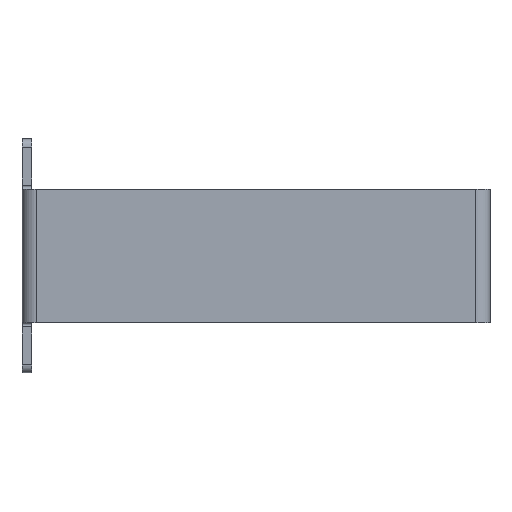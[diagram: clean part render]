
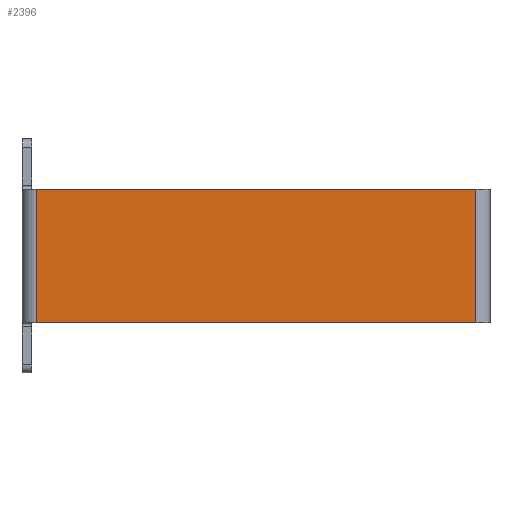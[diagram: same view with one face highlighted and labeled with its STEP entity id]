
A CAD part, left-side view. The second image highlights one B-rep face of the part: STEP entity #2396.
In plain terms, the highlighted planar face has unit normal (-1, 0, 0).
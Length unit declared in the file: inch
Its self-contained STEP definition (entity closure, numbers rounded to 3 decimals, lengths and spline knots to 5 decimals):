
#32 = LINE ( 'NONE', #2086, #3002 ) ;
#293 = VERTEX_POINT ( 'NONE', #767 ) ;
#436 = PLANE ( 'NONE',  #1518 ) ;
#667 = VERTEX_POINT ( 'NONE', #2455 ) ;
#681 = EDGE_CURVE ( 'NONE', #667, #293, #2007, .T. ) ;
#767 = CARTESIAN_POINT ( 'NONE',  ( -1.5, -1.892, -0.5 ) ) ;
#802 = EDGE_CURVE ( 'NONE', #3778, #995, #32, .T. ) ;
#820 = DIRECTION ( 'NONE',  ( 0., -1., 0. ) ) ;
#889 = CARTESIAN_POINT ( 'NONE',  ( -1.5, 1.392, -0.5 ) ) ;
#906 = DIRECTION ( 'NONE',  ( -1., 0., 0. ) ) ;
#922 = DIRECTION ( 'NONE',  ( 0., -1., 0. ) ) ;
#995 = VERTEX_POINT ( 'NONE', #2923 ) ;
#1227 = LINE ( 'NONE', #889, #1570 ) ;
#1518 = AXIS2_PLACEMENT_3D ( 'NONE', #1528, #906, #922 ) ;
#1528 = CARTESIAN_POINT ( 'NONE',  ( -1.5, 1.43752, 0.5 ) ) ;
#1551 = ORIENTED_EDGE ( 'NONE', *, *, #681, .T. ) ;
#1558 = CARTESIAN_POINT ( 'NONE',  ( -1.5, -1.892, 0.5 ) ) ;
#1570 = VECTOR ( 'NONE', #2612, 39.37008 ) ;
#1769 = CARTESIAN_POINT ( 'NONE',  ( -1.5, -1.892, 0.5 ) ) ;
#1944 = ORIENTED_EDGE ( 'NONE', *, *, #802, .T. ) ;
#2007 = LINE ( 'NONE', #2543, #2934 ) ;
#2086 = CARTESIAN_POINT ( 'NONE',  ( -1.5, 1.43752, 0.5 ) ) ;
#2239 = VECTOR ( 'NONE', #3493, 39.37008 ) ;
#2256 = EDGE_CURVE ( 'NONE', #667, #995, #1227, .T. ) ;
#2315 = LINE ( 'NONE', #1769, #2239 ) ;
#2338 = ORIENTED_EDGE ( 'NONE', *, *, #3271, .T. ) ;
#2396 = ADVANCED_FACE ( 'NONE', ( #3053 ), #436, .T. ) ;
#2455 = CARTESIAN_POINT ( 'NONE',  ( -1.5, 1.392, -0.5 ) ) ;
#2543 = CARTESIAN_POINT ( 'NONE',  ( -1.5, 1.43752, -0.5 ) ) ;
#2612 = DIRECTION ( 'NONE',  ( 0., 0., 1. ) ) ;
#2923 = CARTESIAN_POINT ( 'NONE',  ( -1.5, 1.392, 0.5 ) ) ;
#2934 = VECTOR ( 'NONE', #820, 39.37008 ) ;
#3002 = VECTOR ( 'NONE', #3495, 39.37008 ) ;
#3053 = FACE_OUTER_BOUND ( 'NONE', #3098, .T. ) ;
#3068 = ORIENTED_EDGE ( 'NONE', *, *, #2256, .F. ) ;
#3098 = EDGE_LOOP ( 'NONE', ( #1944, #3068, #1551, #2338 ) ) ;
#3271 = EDGE_CURVE ( 'NONE', #293, #3778, #2315, .T. ) ;
#3493 = DIRECTION ( 'NONE',  ( 0., 0., 1. ) ) ;
#3495 = DIRECTION ( 'NONE',  ( 0., 1., 0. ) ) ;
#3778 = VERTEX_POINT ( 'NONE', #1558 ) ;
